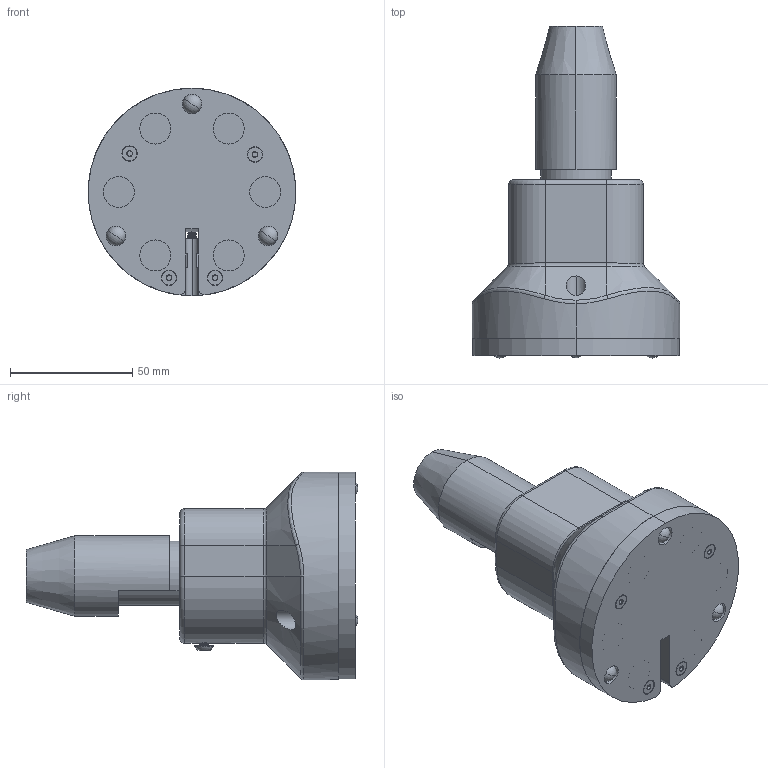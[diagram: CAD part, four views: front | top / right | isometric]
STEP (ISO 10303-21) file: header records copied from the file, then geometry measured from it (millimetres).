
FILE_DESCRIPTION (( 'STEP AP203' ), '1' );
FILE_NAME ('camera_calibration_tool.STEP', '2020-02-01T01:45:43', ( '' ), ( '' ), 'SwSTEP 2.0', 'SolidWorks 2019', '' );
FILE_SCHEMA (( 'CONFIG_CONTROL_DESIGN' ));
Length unit declared in the file: millimetre
Products named in the file (9): base_stand base; m3_8mm_threaded_ball; m3_6mm_flathead_screw_92125A126_92125A126; base_stand body; m4_12mm_buttonhead_screw_92095A192_92095A192; m3_8mm_flathead_screw_92125A128_92125A128; camera_calibration_tool; m4_heat_set_insert_long_94180A353_94180A353; usb_microscope_mockup
Assembly tree (15 placements, depth 2):
  camera_calibration_tool
    base_stand body
    usb_microscope_mockup
    base_stand base
    m3_8mm_threaded_ball  x3
    m3_6mm_flathead_screw_92125A126_92125A126  x3
    m3_8mm_flathead_screw_92125A128_92125A128  x4
    m4_heat_set_insert_long_94180A353_94180A353
    m4_12mm_buttonhead_screw_92095A192_92095A192
Bounding box: 85 x 135.92 x 85 mm (x, y, z)
Volume: 233431.5 mm3; surface area: 71944.8 mm2
Topology: 16 solids, 16 shells, 879 faces, 2280 edges, 1443 vertices
Faces by surface type: cylinder 492, cone 159, plane 134, sphere 38, bspline 34, torus 22
Entity records: 25576 total; most frequent: CARTESIAN_POINT 12802, ORIENTED_EDGE 2608, DIRECTION 2336, EDGE_CURVE 1304, AXIS2_PLACEMENT_3D 950, VERTEX_POINT 826, EDGE_LOOP 568, ADVANCED_FACE 517
